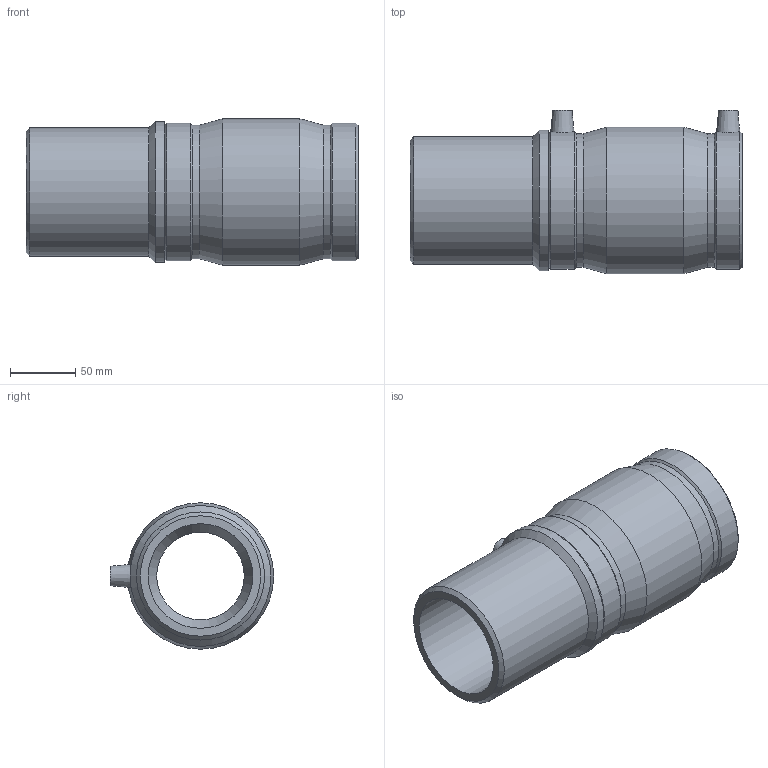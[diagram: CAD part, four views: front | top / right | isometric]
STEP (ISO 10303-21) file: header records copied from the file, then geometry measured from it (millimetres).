
FILE_DESCRIPTION(/* description */ ('PLASSON PE CAST IRON SPIGOT COUPLER TRANSITION 90-80'),/* implementation_level */ '2;1');
FILE_NAME(/* name */ '495704090080.ipt.stp',/* time_stamp */ '2018-05-02T16:15:21+03:00',/* author */ ('KIM'),/* organization */ (''),/* preprocessor_version */ 'ST-DEVELOPER v15.6',/* originating_system */ 'Autodesk Inventor 2015',/* authorisation */ '');
FILE_SCHEMA (('AUTOMOTIVE_DESIGN { 1 0 10303 214 3 1 1 }'));
Length unit declared in the file: millimetre
Products named in the file (1): 495704090080
Bounding box: 254 x 125 x 112 mm (x, y, z)
Volume: 925185.1 mm3; surface area: 164803.6 mm2
Topology: 1 solids, 2 shells, 45 faces, 89 edges, 55 vertices
Faces by surface type: cylinder 17, cone 15, plane 13
Full cylindrical faces by diameter (mm): 4 x2, 10 x2, 67 x1, 80 x1, 90 x4, 98 x1, 102.122 x2, 105.28 x2, 107.8 x1, 112 x1
Entity records: 1014 total; most frequent: CARTESIAN_POINT 224, DIRECTION 174, ORIENTED_EDGE 94, EDGE_LOOP 88, AXIS2_PLACEMENT_3D 87, EDGE_CURVE 47, FACE_OUTER_BOUND 45, VERTEX_POINT 45
